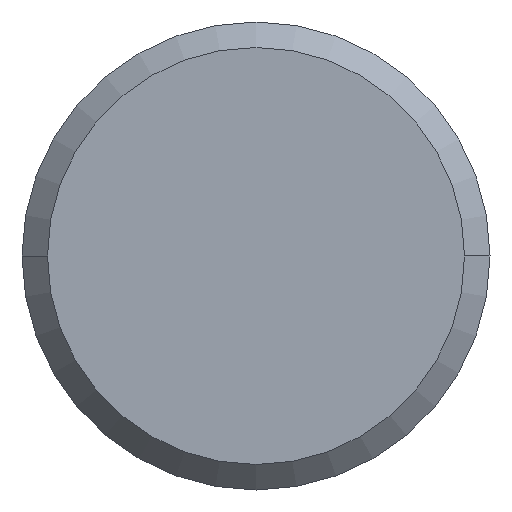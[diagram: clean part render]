
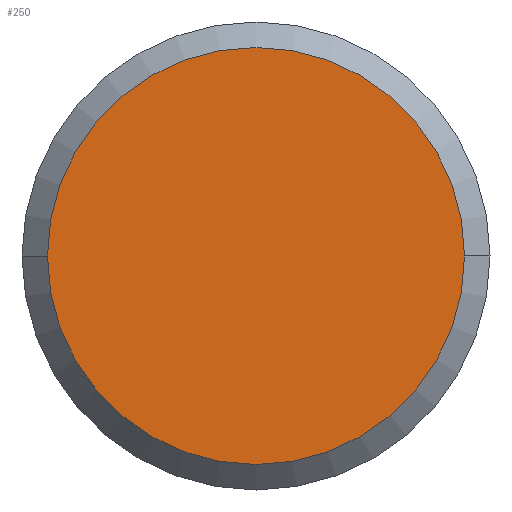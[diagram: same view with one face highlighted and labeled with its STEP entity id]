
A CAD part, left-side view. The second image highlights one B-rep face of the part: STEP entity #250.
In plain terms, the highlighted planar face has unit normal (-1, 0, 0).
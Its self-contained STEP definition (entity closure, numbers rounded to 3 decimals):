
#21 = PLANE ( 'NONE',  #111 ) ;
#22 = CARTESIAN_POINT ( 'NONE',  ( 0., 0., 0. ) ) ;
#33 = CIRCLE ( 'NONE', #200, 6.238 ) ;
#57 = DIRECTION ( 'NONE',  ( 0., 1., 0. ) ) ;
#59 = CIRCLE ( 'NONE', #135, 6.238 ) ;
#74 = ORIENTED_EDGE ( 'NONE', *, *, #387, .F. ) ;
#81 = DIRECTION ( 'NONE',  ( 0., 1., 0. ) ) ;
#85 = DIRECTION ( 'NONE',  ( 1., 0., 0. ) ) ;
#111 = AXIS2_PLACEMENT_3D ( 'NONE', #212, #142, #375 ) ;
#120 = EDGE_LOOP ( 'NONE', ( #74, #219 ) ) ;
#135 = AXIS2_PLACEMENT_3D ( 'NONE', #22, #85, #81 ) ;
#142 = DIRECTION ( 'NONE',  ( -1., 0., 0. ) ) ;
#149 = CARTESIAN_POINT ( 'NONE',  ( 0., 6.238, 0. ) ) ;
#200 = AXIS2_PLACEMENT_3D ( 'NONE', #353, #358, #57 ) ;
#202 = FACE_OUTER_BOUND ( 'NONE', #120, .T. ) ;
#212 = CARTESIAN_POINT ( 'NONE',  ( 0., 0., 0. ) ) ;
#219 = ORIENTED_EDGE ( 'NONE', *, *, #290, .F. ) ;
#231 = VERTEX_POINT ( 'NONE', #149 ) ;
#250 = ADVANCED_FACE ( 'NONE', ( #202 ), #21, .T. ) ;
#287 = VERTEX_POINT ( 'NONE', #342 ) ;
#290 = EDGE_CURVE ( 'NONE', #287, #231, #59, .T. ) ;
#342 = CARTESIAN_POINT ( 'NONE',  ( 0., -6.238, 0. ) ) ;
#353 = CARTESIAN_POINT ( 'NONE',  ( 0., 0., 0. ) ) ;
#358 = DIRECTION ( 'NONE',  ( 1., 0., 0. ) ) ;
#375 = DIRECTION ( 'NONE',  ( 0., -1., 0. ) ) ;
#387 = EDGE_CURVE ( 'NONE', #231, #287, #33, .T. ) ;
